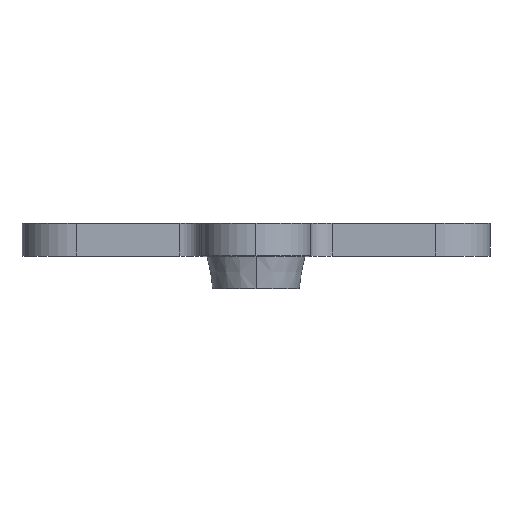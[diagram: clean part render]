
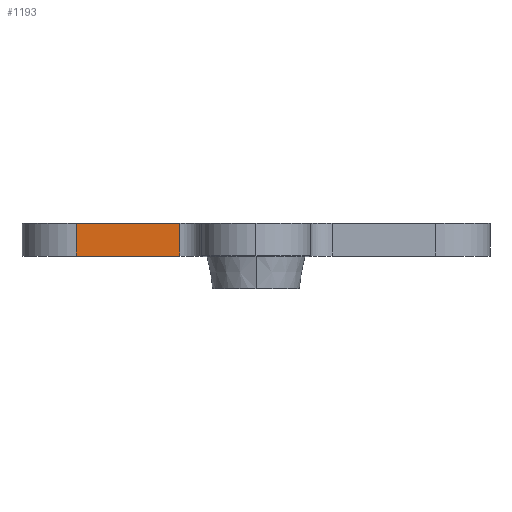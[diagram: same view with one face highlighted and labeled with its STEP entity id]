
A CAD part, top view. The second image highlights one B-rep face of the part: STEP entity #1193.
In plain terms, the highlighted planar face has unit normal (0, 0, 1).
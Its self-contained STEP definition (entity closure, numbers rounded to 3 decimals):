
#14 = CARTESIAN_POINT ( 'NONE',  ( -16.5, 0., 5. ) ) ;
#49 = CARTESIAN_POINT ( 'NONE',  ( -5., 0., 5. ) ) ;
#294 = EDGE_CURVE ( 'NONE', #695, #1498, #1434, .T. ) ;
#311 = EDGE_CURVE ( 'NONE', #661, #1388, #1348, .T. ) ;
#314 = EDGE_CURVE ( 'NONE', #661, #695, #1681, .T. ) ;
#315 = EDGE_CURVE ( 'NONE', #1498, #1388, #924, .T. ) ;
#502 = CARTESIAN_POINT ( 'NONE',  ( -16.5, 3., 5. ) ) ;
#525 = EDGE_LOOP ( 'NONE', ( #834, #1246, #1810, #734 ) ) ;
#539 = VECTOR ( 'NONE', #640, 1000. ) ;
#618 = CARTESIAN_POINT ( 'NONE',  ( -5., 3., 5. ) ) ;
#635 = DIRECTION ( 'NONE',  ( 1., 0., 0. ) ) ;
#640 = DIRECTION ( 'NONE',  ( 0., -1., 0. ) ) ;
#661 = VERTEX_POINT ( 'NONE', #735 ) ;
#695 = VERTEX_POINT ( 'NONE', #14 ) ;
#734 = ORIENTED_EDGE ( 'NONE', *, *, #315, .T. ) ;
#735 = CARTESIAN_POINT ( 'NONE',  ( -16.5, 3., 5. ) ) ;
#834 = ORIENTED_EDGE ( 'NONE', *, *, #311, .F. ) ;
#904 = PLANE ( 'NONE',  #1891 ) ;
#924 = LINE ( 'NONE', #1642, #1612 ) ;
#1044 = DIRECTION ( 'NONE',  ( 1., 0., 0. ) ) ;
#1048 = DIRECTION ( 'NONE',  ( -1., 0., 0. ) ) ;
#1193 = ADVANCED_FACE ( 'NONE', ( #1951 ), #904, .F. ) ;
#1209 = CARTESIAN_POINT ( 'NONE',  ( -7., 3., 5. ) ) ;
#1246 = ORIENTED_EDGE ( 'NONE', *, *, #314, .T. ) ;
#1292 = VECTOR ( 'NONE', #635, 1000. ) ;
#1348 = LINE ( 'NONE', #1796, #1292 ) ;
#1388 = VERTEX_POINT ( 'NONE', #1209 ) ;
#1434 = LINE ( 'NONE', #49, #1794 ) ;
#1498 = VERTEX_POINT ( 'NONE', #1529 ) ;
#1529 = CARTESIAN_POINT ( 'NONE',  ( -7., 0., 5. ) ) ;
#1602 = DIRECTION ( 'NONE',  ( 0., 1., 0. ) ) ;
#1612 = VECTOR ( 'NONE', #1602, 1000. ) ;
#1642 = CARTESIAN_POINT ( 'NONE',  ( -7., 3., 5. ) ) ;
#1681 = LINE ( 'NONE', #502, #539 ) ;
#1794 = VECTOR ( 'NONE', #1044, 1000. ) ;
#1796 = CARTESIAN_POINT ( 'NONE',  ( -5., 3., 5. ) ) ;
#1810 = ORIENTED_EDGE ( 'NONE', *, *, #294, .T. ) ;
#1891 = AXIS2_PLACEMENT_3D ( 'NONE', #618, #2016, #1048 ) ;
#1951 = FACE_OUTER_BOUND ( 'NONE', #525, .T. ) ;
#2016 = DIRECTION ( 'NONE',  ( 0., 0., -1. ) ) ;
